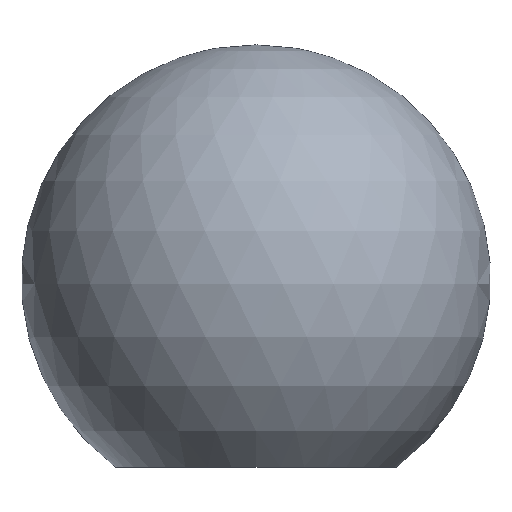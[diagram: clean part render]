
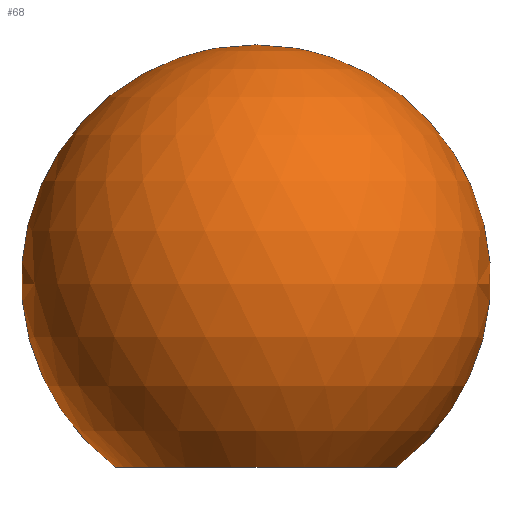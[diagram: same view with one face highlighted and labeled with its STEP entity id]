
A CAD part, front view. The second image highlights one B-rep face of the part: STEP entity #68.
In plain terms, the highlighted spherical face has radius 12.5 mm.
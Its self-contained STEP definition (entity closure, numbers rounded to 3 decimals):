
#60=EDGE_CURVE('',#90,#80,#148,.T.);
#68=ADVANCED_FACE('',(#158),#159,.T.);
#80=VERTEX_POINT('',#172);
#90=VERTEX_POINT('',#182);
#110=VERTEX_POINT('',#207);
#114=EDGE_CURVE('',#110,#80,#211,.T.);
#128=EDGE_CURVE('',#90,#110,#226,.T.);
#148=CIRCLE('',#237,7.5);
#158=FACE_OUTER_BOUND('',#246,.T.);
#159=SPHERICAL_SURFACE('',#247,12.5);
#172=CARTESIAN_POINT('',(-7.5,0.,0.));
#182=CARTESIAN_POINT('',(7.5,0.,0.));
#207=CARTESIAN_POINT('',(0.,0.,22.5));
#211=CIRCLE('',#315,12.5);
#226=CIRCLE('',#333,12.5);
#237=AXIS2_PLACEMENT_3D('',#339,#340,#341);
#246=EDGE_LOOP('',(#360,#361,#362));
#247=AXIS2_PLACEMENT_3D('',#363,#364,#365);
#315=AXIS2_PLACEMENT_3D('',#424,#425,#426);
#333=AXIS2_PLACEMENT_3D('',#440,#441,#442);
#339=CARTESIAN_POINT('',(0.,0.,0.));
#340=DIRECTION('',(0.0,0.0,-1.0));
#341=DIRECTION('',(1.0,0.,0.0));
#360=ORIENTED_EDGE('',*,*,#114,.T.);
#361=ORIENTED_EDGE('',*,*,#60,.F.);
#362=ORIENTED_EDGE('',*,*,#128,.T.);
#363=CARTESIAN_POINT('',(0.,0.,10.));
#364=DIRECTION('',(0.0,0.0,-1.0));
#365=DIRECTION('',(-1.0,0.0,0.0));
#424=CARTESIAN_POINT('',(0.,0.,10.));
#425=DIRECTION('',(0.,-1.0,0.0));
#426=DIRECTION('',(0.0,0.0,1.0));
#440=CARTESIAN_POINT('',(0.,0.,10.));
#441=DIRECTION('',(0.,-1.0,0.0));
#442=DIRECTION('',(0.0,0.0,1.0));
